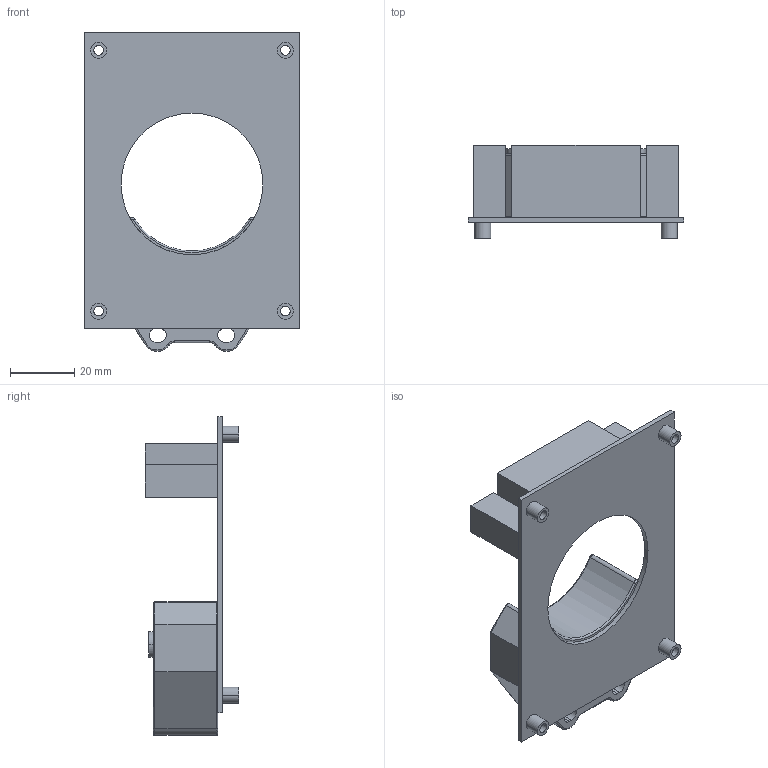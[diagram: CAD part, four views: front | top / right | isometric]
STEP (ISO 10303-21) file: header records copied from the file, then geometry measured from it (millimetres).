
FILE_DESCRIPTION((''),'2;1');
FILE_NAME('F25_D000166A','2006-01-03T',('Pepperl+Fuchs'),('Industriehansa'),'PRO/ENGINEER BY PARAMETRIC TECHNOLOGY CORPORATION, 2005290','PRO/ENGINEER BY PARAMETRIC TECHNOLOGY CORPORATION, 2005290','');
FILE_SCHEMA(('AUTOMOTIVE_DESIGN_CC2 { 1 2 10303 214 -1 1 5 2 }'));
Length unit declared in the file: millimetre
Products named in the file (1): F25_D000166A
Bounding box: 67 x 29 x 99 mm (x, y, z)
Volume: 50094 mm3; surface area: 19699.8 mm2
Topology: 1 solids, 1 shells, 116 faces, 489 edges, 414 vertices
Faces by surface type: cylinder 55, plane 47, torus 12, bspline 2
Entity records: 6934 total; most frequent: CARTESIAN_POINT 1292, DIRECTION 863, ORIENTED_EDGE 552, PRESENTATION_STYLE_ASSIGNMENT 543, STYLED_ITEM 543, CURVE_STYLE 516, AXIS2_PLACEMENT_3D 299, EDGE_CURVE 276
